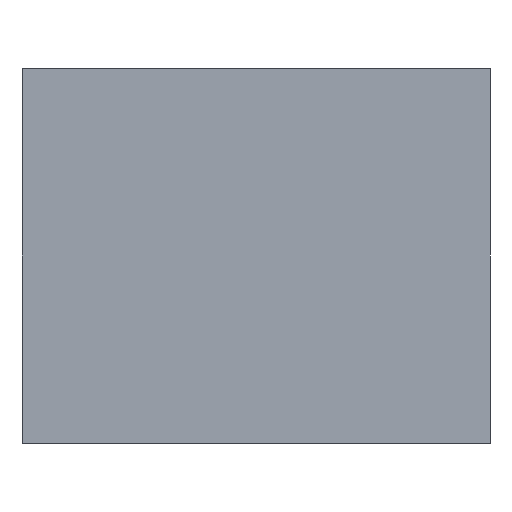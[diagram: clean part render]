
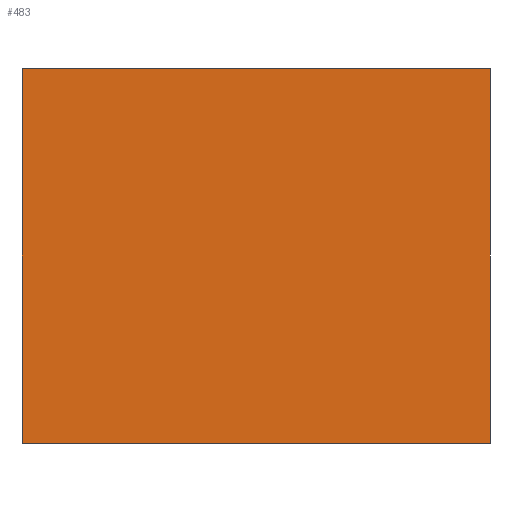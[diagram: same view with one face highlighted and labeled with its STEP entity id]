
A CAD part, left-side view. The second image highlights one B-rep face of the part: STEP entity #483.
In plain terms, the highlighted planar face has unit normal (-1, 0, 0).
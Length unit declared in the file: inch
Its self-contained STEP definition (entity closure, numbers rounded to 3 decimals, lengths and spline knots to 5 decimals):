
#43 = VECTOR ( 'NONE', #378, 39.37008 ) ;
#58 = LINE ( 'NONE', #324, #43 ) ;
#61 = LINE ( 'NONE', #328, #384 ) ;
#66 = CARTESIAN_POINT ( 'NONE',  ( -0.58826, 1.1623, 2. ) ) ;
#104 = ORIENTED_EDGE ( 'NONE', *, *, #447, .T. ) ;
#109 = DIRECTION ( 'NONE',  ( 0., 0., -1. ) ) ;
#163 = VECTOR ( 'NONE', #736, 39.37008 ) ;
#183 = CARTESIAN_POINT ( 'NONE',  ( -0.58826, 1.1623, 2. ) ) ;
#211 = VERTEX_POINT ( 'NONE', #622 ) ;
#324 = CARTESIAN_POINT ( 'NONE',  ( -0.58826, -1.3377, 2. ) ) ;
#328 = CARTESIAN_POINT ( 'NONE',  ( -0.58826, 1.1623, 0. ) ) ;
#378 = DIRECTION ( 'NONE',  ( 0., 0., -1. ) ) ;
#384 = VECTOR ( 'NONE', #587, 39.37008 ) ;
#388 = CARTESIAN_POINT ( 'NONE',  ( -0.58826, -1.3377, 0. ) ) ;
#398 = LINE ( 'NONE', #66, #163 ) ;
#415 = VERTEX_POINT ( 'NONE', #183 ) ;
#447 = EDGE_CURVE ( 'NONE', #589, #592, #61, .T. ) ;
#458 = AXIS2_PLACEMENT_3D ( 'NONE', #745, #533, #597 ) ;
#483 = ADVANCED_FACE ( 'NONE', ( #799 ), #741, .F. ) ;
#533 = DIRECTION ( 'NONE',  ( 1., 0., 0. ) ) ;
#541 = VECTOR ( 'NONE', #109, 39.37008 ) ;
#578 = EDGE_CURVE ( 'NONE', #415, #211, #398, .T. ) ;
#587 = DIRECTION ( 'NONE',  ( 0., -1., 0. ) ) ;
#589 = VERTEX_POINT ( 'NONE', #817 ) ;
#592 = VERTEX_POINT ( 'NONE', #388 ) ;
#597 = DIRECTION ( 'NONE',  ( 0., 1., 0. ) ) ;
#618 = CARTESIAN_POINT ( 'NONE',  ( -0.58826, 1.1623, 2. ) ) ;
#622 = CARTESIAN_POINT ( 'NONE',  ( -0.58826, -1.3377, 2. ) ) ;
#661 = ORIENTED_EDGE ( 'NONE', *, *, #686, .T. ) ;
#686 = EDGE_CURVE ( 'NONE', #415, #589, #759, .T. ) ;
#736 = DIRECTION ( 'NONE',  ( 0., -1., 0. ) ) ;
#741 = PLANE ( 'NONE',  #458 ) ;
#745 = CARTESIAN_POINT ( 'NONE',  ( -0.58826, 1.1623, 2. ) ) ;
#759 = LINE ( 'NONE', #618, #541 ) ;
#776 = ORIENTED_EDGE ( 'NONE', *, *, #797, .F. ) ;
#783 = EDGE_LOOP ( 'NONE', ( #104, #776, #861, #661 ) ) ;
#797 = EDGE_CURVE ( 'NONE', #211, #592, #58, .T. ) ;
#799 = FACE_OUTER_BOUND ( 'NONE', #783, .T. ) ;
#817 = CARTESIAN_POINT ( 'NONE',  ( -0.58826, 1.1623, 0. ) ) ;
#861 = ORIENTED_EDGE ( 'NONE', *, *, #578, .F. ) ;
